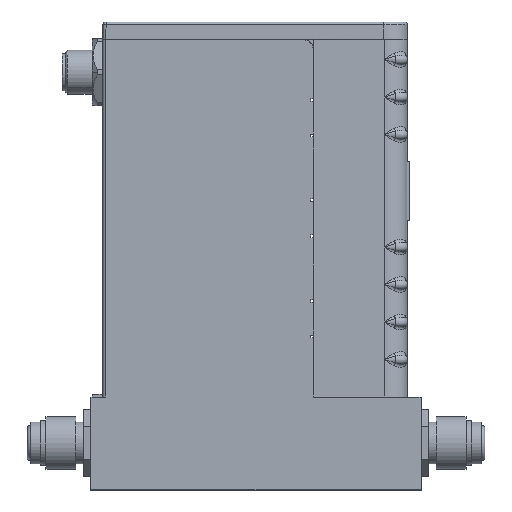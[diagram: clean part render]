
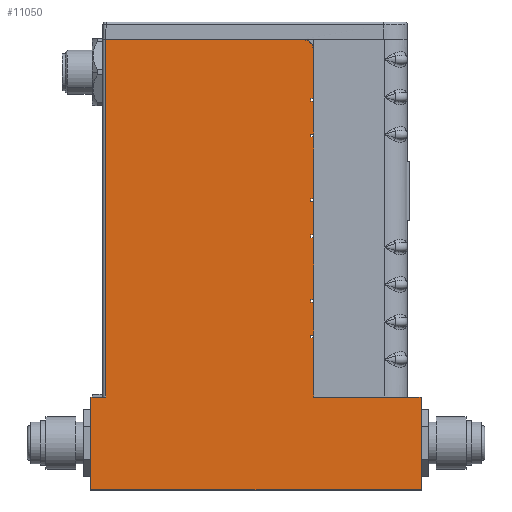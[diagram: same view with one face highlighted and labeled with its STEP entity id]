
A CAD part, top view. The second image highlights one B-rep face of the part: STEP entity #11050.
In plain terms, the highlighted planar face has unit normal (0, 0, 1).
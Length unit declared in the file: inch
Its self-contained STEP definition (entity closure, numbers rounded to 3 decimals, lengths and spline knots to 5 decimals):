
#303=DIRECTION('',(1.,0.,0.));
#304=VECTOR('',#303,2.091);
#305=CARTESIAN_POINT('',(0.469,4.805,
0.));
#306=LINE('',#305,#304);
#307=CARTESIAN_POINT('',(2.56,4.68,0.));
#308=DIRECTION('',(0.,0.,-1.));
#309=DIRECTION('',(0.,1.,0.));
#310=AXIS2_PLACEMENT_3D('',#307,#308,#309);
#312=DIRECTION('',(1.,0.,0.));
#313=VECTOR('',#312,0.03);
#314=CARTESIAN_POINT('',(2.655,4.145,0.));
#315=LINE('',#314,#313);
#316=DIRECTION('',(1.,0.,0.));
#317=VECTOR('',#316,0.03);
#318=CARTESIAN_POINT('',(2.655,3.765,0.));
#319=LINE('',#318,#317);
#320=DIRECTION('',(1.,0.,0.));
#321=VECTOR('',#320,0.03);
#322=CARTESIAN_POINT('',(2.655,3.075,0.));
#323=LINE('',#322,#321);
#324=DIRECTION('',(1.,0.,0.));
#325=VECTOR('',#324,0.03);
#326=CARTESIAN_POINT('',(2.655,2.69,0.));
#327=LINE('',#326,#325);
#328=DIRECTION('',(1.,0.,0.));
#329=VECTOR('',#328,0.03);
#330=CARTESIAN_POINT('',(2.655,2.,0.));
#331=LINE('',#330,#329);
#332=DIRECTION('',(1.,0.,0.));
#333=VECTOR('',#332,0.03);
#334=CARTESIAN_POINT('',(2.655,1.62,0.));
#335=LINE('',#334,#333);
#336=DIRECTION('',(0.,-1.,0.));
#337=VECTOR('',#336,0.99);
#338=CARTESIAN_POINT('',(3.83,0.99,0.));
#339=LINE('',#338,#337);
#376=DIRECTION('',(-1.,0.,0.));
#377=VECTOR('',#376,0.159);
#378=CARTESIAN_POINT('',(0.469,0.99,0.));
#379=LINE('',#378,#377);
#607=DIRECTION('',(-1.,0.,0.));
#608=VECTOR('',#607,1.145);
#609=CARTESIAN_POINT('',(3.83,0.99,0.));
#610=LINE('',#609,#608);
#2001=DIRECTION('',(1.,0.,0.));
#2002=VECTOR('',#2001,0.03);
#2003=CARTESIAN_POINT('',(2.655,4.175,0.));
#2004=LINE('',#2003,#2002);
#2005=DIRECTION('',(0.,1.,0.));
#2006=VECTOR('',#2005,0.03);
#2007=CARTESIAN_POINT('',(2.655,4.145,0.));
#2008=LINE('',#2007,#2006);
#2057=DIRECTION('',(1.,0.,0.));
#2058=VECTOR('',#2057,0.03);
#2059=CARTESIAN_POINT('',(2.655,3.795,0.));
#2060=LINE('',#2059,#2058);
#2113=DIRECTION('',(1.,0.,0.));
#2114=VECTOR('',#2113,0.03);
#2115=CARTESIAN_POINT('',(2.655,3.105,0.));
#2116=LINE('',#2115,#2114);
#2117=DIRECTION('',(0.,1.,0.));
#2118=VECTOR('',#2117,0.03);
#2119=CARTESIAN_POINT('',(2.655,3.075,0.));
#2120=LINE('',#2119,#2118);
#2167=DIRECTION('',(1.,0.,0.));
#2168=VECTOR('',#2167,0.03);
#2169=CARTESIAN_POINT('',(2.655,2.72,0.));
#2170=LINE('',#2169,#2168);
#2227=DIRECTION('',(1.,0.,0.));
#2228=VECTOR('',#2227,0.03);
#2229=CARTESIAN_POINT('',(2.655,2.03,0.));
#2230=LINE('',#2229,#2228);
#2231=DIRECTION('',(0.,1.,0.));
#2232=VECTOR('',#2231,0.03);
#2233=CARTESIAN_POINT('',(2.655,2.,0.));
#2234=LINE('',#2233,#2232);
#2283=DIRECTION('',(1.,0.,0.));
#2284=VECTOR('',#2283,0.03);
#2285=CARTESIAN_POINT('',(2.655,1.65,0.));
#2286=LINE('',#2285,#2284);
#2372=DIRECTION('',(0.,1.,0.));
#2373=VECTOR('',#2372,0.505);
#2374=CARTESIAN_POINT('',(2.685,4.175,0.));
#2375=LINE('',#2374,#2373);
#2380=DIRECTION('',(0.,1.,0.));
#2381=VECTOR('',#2380,0.63);
#2382=CARTESIAN_POINT('',(2.685,0.99,0.));
#2383=LINE('',#2382,#2381);
#2388=DIRECTION('',(0.,1.,0.));
#2389=VECTOR('',#2388,0.35);
#2390=CARTESIAN_POINT('',(2.685,1.65,0.));
#2391=LINE('',#2390,#2389);
#2396=DIRECTION('',(0.,1.,0.));
#2397=VECTOR('',#2396,0.66);
#2398=CARTESIAN_POINT('',(2.685,2.03,0.));
#2399=LINE('',#2398,#2397);
#2404=DIRECTION('',(0.,1.,0.));
#2405=VECTOR('',#2404,0.355);
#2406=CARTESIAN_POINT('',(2.685,2.72,0.));
#2407=LINE('',#2406,#2405);
#2412=DIRECTION('',(0.,1.,0.));
#2413=VECTOR('',#2412,0.66);
#2414=CARTESIAN_POINT('',(2.685,3.105,0.));
#2415=LINE('',#2414,#2413);
#2420=DIRECTION('',(0.,1.,0.));
#2421=VECTOR('',#2420,0.35);
#2422=CARTESIAN_POINT('',(2.685,3.795,0.));
#2423=LINE('',#2422,#2421);
#5252=DIRECTION('',(0.,-1.,0.));
#5253=VECTOR('',#5252,3.815);
#5254=CARTESIAN_POINT('',(0.469,4.805,
0.));
#5255=LINE('',#5254,#5253);
#5268=DIRECTION('',(0.,1.,0.));
#5269=VECTOR('',#5268,0.03);
#5270=CARTESIAN_POINT('',(2.655,1.62,0.));
#5271=LINE('',#5270,#5269);
#5284=DIRECTION('',(0.,1.,0.));
#5285=VECTOR('',#5284,0.03);
#5286=CARTESIAN_POINT('',(2.655,2.69,0.));
#5287=LINE('',#5286,#5285);
#5300=DIRECTION('',(0.,1.,0.));
#5301=VECTOR('',#5300,0.03);
#5302=CARTESIAN_POINT('',(2.655,3.765,0.));
#5303=LINE('',#5302,#5301);
#6986=DIRECTION('',(1.,0.,0.));
#6987=VECTOR('',#6986,3.52);
#6988=CARTESIAN_POINT('',(0.31,0.,0.));
#6989=LINE('',#6988,#6987);
#7062=DIRECTION('',(0.,-1.,0.));
#7063=VECTOR('',#7062,0.99);
#7064=CARTESIAN_POINT('',(0.31,0.99,0.));
#7065=LINE('',#7064,#7063);
#8701=CARTESIAN_POINT('',(0.469,0.99,0.));
#8702=VERTEX_POINT('',#8701);
#8703=CARTESIAN_POINT('',(0.31,0.99,0.));
#8704=VERTEX_POINT('',#8703);
#8733=CARTESIAN_POINT('',(3.83,0.99,0.));
#8734=VERTEX_POINT('',#8733);
#8735=CARTESIAN_POINT('',(2.685,0.99,0.));
#8736=VERTEX_POINT('',#8735);
#9058=CARTESIAN_POINT('',(2.685,4.175,0.));
#9059=VERTEX_POINT('',#9058);
#9060=CARTESIAN_POINT('',(2.685,4.145,0.));
#9061=VERTEX_POINT('',#9060);
#9071=CARTESIAN_POINT('',(2.685,3.795,0.));
#9072=VERTEX_POINT('',#9071);
#9073=CARTESIAN_POINT('',(2.685,3.765,0.));
#9074=VERTEX_POINT('',#9073);
#9075=CARTESIAN_POINT('',(2.685,3.105,0.));
#9076=VERTEX_POINT('',#9075);
#9077=CARTESIAN_POINT('',(2.685,3.075,0.));
#9078=VERTEX_POINT('',#9077);
#9089=CARTESIAN_POINT('',(2.685,2.72,0.));
#9090=VERTEX_POINT('',#9089);
#9091=CARTESIAN_POINT('',(2.685,2.69,0.));
#9092=VERTEX_POINT('',#9091);
#9093=CARTESIAN_POINT('',(2.685,2.03,0.));
#9094=VERTEX_POINT('',#9093);
#9095=CARTESIAN_POINT('',(2.685,2.,0.));
#9096=VERTEX_POINT('',#9095);
#9104=CARTESIAN_POINT('',(2.685,1.65,0.));
#9105=VERTEX_POINT('',#9104);
#9106=CARTESIAN_POINT('',(2.685,1.62,0.));
#9107=VERTEX_POINT('',#9106);
#9109=CARTESIAN_POINT('',(2.685,4.68,0.));
#9111=VERTEX_POINT('',#9109);
#9116=CARTESIAN_POINT('',(2.655,4.175,0.));
#9117=VERTEX_POINT('',#9116);
#9118=CARTESIAN_POINT('',(2.655,4.145,0.));
#9119=VERTEX_POINT('',#9118);
#9120=CARTESIAN_POINT('',(0.469,4.805,
0.));
#9121=VERTEX_POINT('',#9120);
#9122=CARTESIAN_POINT('',(2.56,4.805,
0.));
#9123=VERTEX_POINT('',#9122);
#9124=CARTESIAN_POINT('',(2.655,3.795,0.));
#9125=VERTEX_POINT('',#9124);
#9126=CARTESIAN_POINT('',(2.655,3.765,0.));
#9127=VERTEX_POINT('',#9126);
#9128=CARTESIAN_POINT('',(2.655,3.105,0.));
#9129=VERTEX_POINT('',#9128);
#9130=CARTESIAN_POINT('',(2.655,3.075,0.));
#9131=VERTEX_POINT('',#9130);
#9132=CARTESIAN_POINT('',(2.655,2.72,0.));
#9133=VERTEX_POINT('',#9132);
#9134=CARTESIAN_POINT('',(2.655,2.69,0.));
#9135=VERTEX_POINT('',#9134);
#9136=CARTESIAN_POINT('',(2.655,2.03,0.));
#9137=VERTEX_POINT('',#9136);
#9138=CARTESIAN_POINT('',(2.655,2.,0.));
#9139=VERTEX_POINT('',#9138);
#9140=CARTESIAN_POINT('',(2.655,1.65,0.));
#9141=VERTEX_POINT('',#9140);
#9142=CARTESIAN_POINT('',(2.655,1.62,0.));
#9143=VERTEX_POINT('',#9142);
#9144=CARTESIAN_POINT('',(3.83,0.,0.));
#9145=VERTEX_POINT('',#9144);
#9146=CARTESIAN_POINT('',(0.31,0.,0.));
#9147=VERTEX_POINT('',#9146);
#10978=CARTESIAN_POINT('',(0.,0.,0.));
#10979=DIRECTION('',(0.,0.,-1.));
#10980=DIRECTION('',(-1.,0.,0.));
#10981=AXIS2_PLACEMENT_3D('',#10978,#10979,#10980);
#10982=PLANE('',#10981);
#10984=ORIENTED_EDGE('',*,*,#10983,.F.);
#10986=ORIENTED_EDGE('',*,*,#10985,.F.);
#10987=ORIENTED_EDGE('',*,*,#10962,.T.);
#10989=ORIENTED_EDGE('',*,*,#10988,.T.);
#10991=ORIENTED_EDGE('',*,*,#10990,.F.);
#10993=ORIENTED_EDGE('',*,*,#10992,.F.);
#10995=ORIENTED_EDGE('',*,*,#10994,.F.);
#10997=ORIENTED_EDGE('',*,*,#10996,.T.);
#10999=ORIENTED_EDGE('',*,*,#10998,.F.);
#11001=ORIENTED_EDGE('',*,*,#11000,.F.);
#11003=ORIENTED_EDGE('',*,*,#11002,.F.);
#11005=ORIENTED_EDGE('',*,*,#11004,.T.);
#11007=ORIENTED_EDGE('',*,*,#11006,.F.);
#11009=ORIENTED_EDGE('',*,*,#11008,.F.);
#11011=ORIENTED_EDGE('',*,*,#11010,.F.);
#11013=ORIENTED_EDGE('',*,*,#11012,.T.);
#11015=ORIENTED_EDGE('',*,*,#11014,.F.);
#11017=ORIENTED_EDGE('',*,*,#11016,.F.);
#11019=ORIENTED_EDGE('',*,*,#11018,.F.);
#11021=ORIENTED_EDGE('',*,*,#11020,.T.);
#11023=ORIENTED_EDGE('',*,*,#11022,.F.);
#11025=ORIENTED_EDGE('',*,*,#11024,.F.);
#11027=ORIENTED_EDGE('',*,*,#11026,.F.);
#11029=ORIENTED_EDGE('',*,*,#11028,.T.);
#11031=ORIENTED_EDGE('',*,*,#11030,.F.);
#11033=ORIENTED_EDGE('',*,*,#11032,.F.);
#11035=ORIENTED_EDGE('',*,*,#11034,.F.);
#11037=ORIENTED_EDGE('',*,*,#11036,.T.);
#11039=ORIENTED_EDGE('',*,*,#11038,.F.);
#11041=ORIENTED_EDGE('',*,*,#11040,.F.);
#11043=ORIENTED_EDGE('',*,*,#11042,.T.);
#11045=ORIENTED_EDGE('',*,*,#11044,.F.);
#11047=ORIENTED_EDGE('',*,*,#11046,.F.);
#11048=EDGE_LOOP('',(#10984,#10986,#10987,#10989,#10991,#10993,#10995,#10997,
#10999,#11001,#11003,#11005,#11007,#11009,#11011,#11013,#11015,#11017,#11019,
#11021,#11023,#11025,#11027,#11029,#11031,#11033,#11035,#11037,#11039,#11041,
#11043,#11045,#11047));
#11049=FACE_OUTER_BOUND('',#11048,.F.);
#11050=ADVANCED_FACE('',(#11049),#10982,.F.);
#311=CIRCLE('',#310,0.125);
#10962=EDGE_CURVE('',#9121,#9123,#306,.T.);
#10983=EDGE_CURVE('',#8702,#8704,#379,.T.);
#10985=EDGE_CURVE('',#9121,#8702,#5255,.T.);
#10988=EDGE_CURVE('',#9123,#9111,#311,.T.);
#10990=EDGE_CURVE('',#9059,#9111,#2375,.T.);
#10992=EDGE_CURVE('',#9117,#9059,#2004,.T.);
#10994=EDGE_CURVE('',#9119,#9117,#2008,.T.);
#10996=EDGE_CURVE('',#9119,#9061,#315,.T.);
#10998=EDGE_CURVE('',#9072,#9061,#2423,.T.);
#11000=EDGE_CURVE('',#9125,#9072,#2060,.T.);
#11002=EDGE_CURVE('',#9127,#9125,#5303,.T.);
#11004=EDGE_CURVE('',#9127,#9074,#319,.T.);
#11006=EDGE_CURVE('',#9076,#9074,#2415,.T.);
#11008=EDGE_CURVE('',#9129,#9076,#2116,.T.);
#11010=EDGE_CURVE('',#9131,#9129,#2120,.T.);
#11012=EDGE_CURVE('',#9131,#9078,#323,.T.);
#11014=EDGE_CURVE('',#9090,#9078,#2407,.T.);
#11016=EDGE_CURVE('',#9133,#9090,#2170,.T.);
#11018=EDGE_CURVE('',#9135,#9133,#5287,.T.);
#11020=EDGE_CURVE('',#9135,#9092,#327,.T.);
#11022=EDGE_CURVE('',#9094,#9092,#2399,.T.);
#11024=EDGE_CURVE('',#9137,#9094,#2230,.T.);
#11026=EDGE_CURVE('',#9139,#9137,#2234,.T.);
#11028=EDGE_CURVE('',#9139,#9096,#331,.T.);
#11030=EDGE_CURVE('',#9105,#9096,#2391,.T.);
#11032=EDGE_CURVE('',#9141,#9105,#2286,.T.);
#11034=EDGE_CURVE('',#9143,#9141,#5271,.T.);
#11036=EDGE_CURVE('',#9143,#9107,#335,.T.);
#11038=EDGE_CURVE('',#8736,#9107,#2383,.T.);
#11040=EDGE_CURVE('',#8734,#8736,#610,.T.);
#11042=EDGE_CURVE('',#8734,#9145,#339,.T.);
#11044=EDGE_CURVE('',#9147,#9145,#6989,.T.);
#11046=EDGE_CURVE('',#8704,#9147,#7065,.T.);
